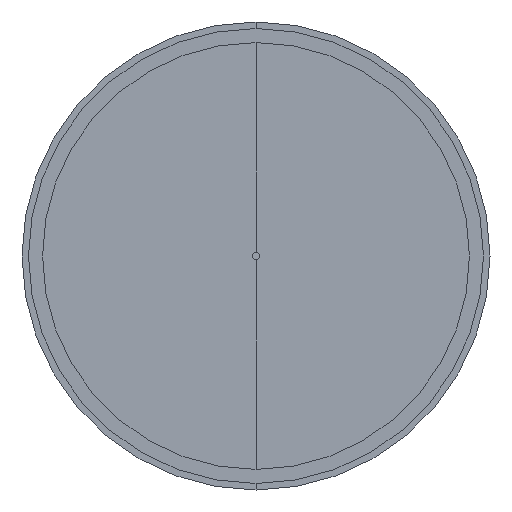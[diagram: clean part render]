
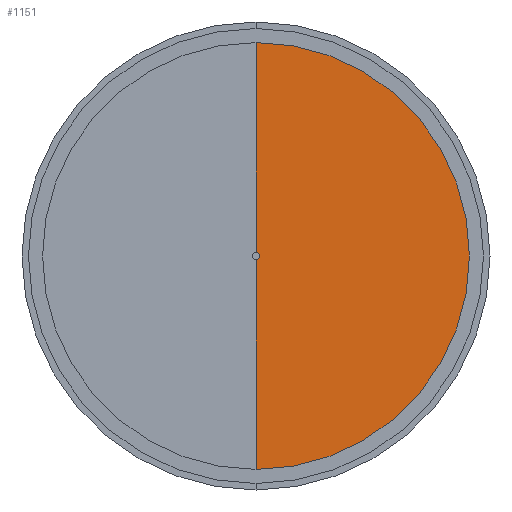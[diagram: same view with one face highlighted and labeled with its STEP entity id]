
A CAD part, front view. The second image highlights one B-rep face of the part: STEP entity #1151.
In plain terms, the highlighted conical face has half-angle 89.951 degrees and reference radius 0.4 mm.
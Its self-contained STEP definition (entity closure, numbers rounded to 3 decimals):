
#57 = FACE_OUTER_BOUND ( 'NONE', #786, .T. ) ;
#60 = DIRECTION ( 'NONE',  ( 0., 0., 1. ) ) ;
#181 = DIRECTION ( 'NONE',  ( 0., 0.001, 1. ) ) ;
#271 = EDGE_CURVE ( 'NONE', #1367, #1509, #1575, .T. ) ;
#348 = DIRECTION ( 'NONE',  ( 0., 1., 0. ) ) ;
#385 = CARTESIAN_POINT ( 'NONE',  ( 0., 0.419, 0. ) ) ;
#431 = VERTEX_POINT ( 'NONE', #3064 ) ;
#442 = AXIS2_PLACEMENT_3D ( 'NONE', #823, #1798, #2080 ) ;
#560 = EDGE_CURVE ( 'NONE', #431, #1509, #886, .T. ) ;
#702 = CARTESIAN_POINT ( 'NONE',  ( 0., 0.4, -0.4 ) ) ;
#786 = EDGE_LOOP ( 'NONE', ( #1633, #2865, #3174, #1526 ) ) ;
#801 = EDGE_CURVE ( 'NONE', #3255, #1367, #1316, .T. ) ;
#823 = CARTESIAN_POINT ( 'NONE',  ( 0., 0.4, 0. ) ) ;
#886 = CIRCLE ( 'NONE', #1362, 22.8 ) ;
#1120 = CARTESIAN_POINT ( 'NONE',  ( 0., 0.4, 0.4 ) ) ;
#1135 = DIRECTION ( 'NONE',  ( 0., 0.001, -1. ) ) ;
#1151 = ADVANCED_FACE ( 'NONE', ( #57 ), #2320, .T. ) ;
#1316 = CIRCLE ( 'NONE', #1369, 0.4 ) ;
#1362 = AXIS2_PLACEMENT_3D ( 'NONE', #385, #2189, #2668 ) ;
#1367 = VERTEX_POINT ( 'NONE', #702 ) ;
#1369 = AXIS2_PLACEMENT_3D ( 'NONE', #2288, #348, #60 ) ;
#1509 = VERTEX_POINT ( 'NONE', #2020 ) ;
#1526 = ORIENTED_EDGE ( 'NONE', *, *, #1786, .F. ) ;
#1575 = LINE ( 'NONE', #2584, #2681 ) ;
#1610 = VECTOR ( 'NONE', #181, 1000. ) ;
#1633 = ORIENTED_EDGE ( 'NONE', *, *, #801, .T. ) ;
#1786 = EDGE_CURVE ( 'NONE', #3255, #431, #2491, .T. ) ;
#1798 = DIRECTION ( 'NONE',  ( 0., 1., 0. ) ) ;
#2020 = CARTESIAN_POINT ( 'NONE',  ( 0., 0.419, -22.8 ) ) ;
#2080 = DIRECTION ( 'NONE',  ( 0., 0., 1. ) ) ;
#2189 = DIRECTION ( 'NONE',  ( 0., 1., 0. ) ) ;
#2288 = CARTESIAN_POINT ( 'NONE',  ( 0., 0.4, 0. ) ) ;
#2320 = CONICAL_SURFACE ( 'NONE', #442, 0.4, 1.57 ) ;
#2442 = CARTESIAN_POINT ( 'NONE',  ( 0., 0.4, 0.4 ) ) ;
#2491 = LINE ( 'NONE', #2442, #1610 ) ;
#2584 = CARTESIAN_POINT ( 'NONE',  ( 0., 0.4, -0.4 ) ) ;
#2668 = DIRECTION ( 'NONE',  ( 0., 0., 1. ) ) ;
#2681 = VECTOR ( 'NONE', #1135, 1000. ) ;
#2865 = ORIENTED_EDGE ( 'NONE', *, *, #271, .T. ) ;
#3064 = CARTESIAN_POINT ( 'NONE',  ( 0., 0.419, 22.8 ) ) ;
#3174 = ORIENTED_EDGE ( 'NONE', *, *, #560, .F. ) ;
#3255 = VERTEX_POINT ( 'NONE', #1120 ) ;
